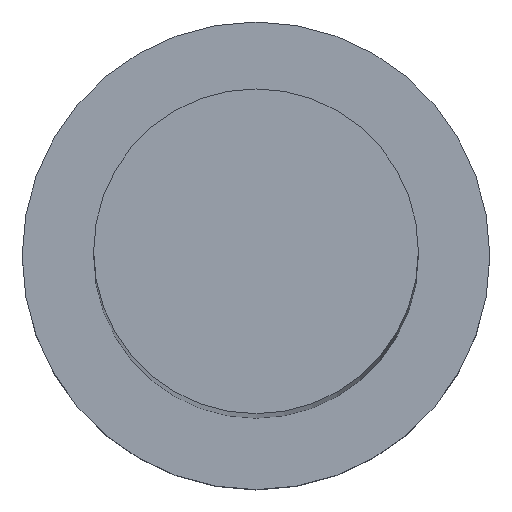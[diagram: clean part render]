
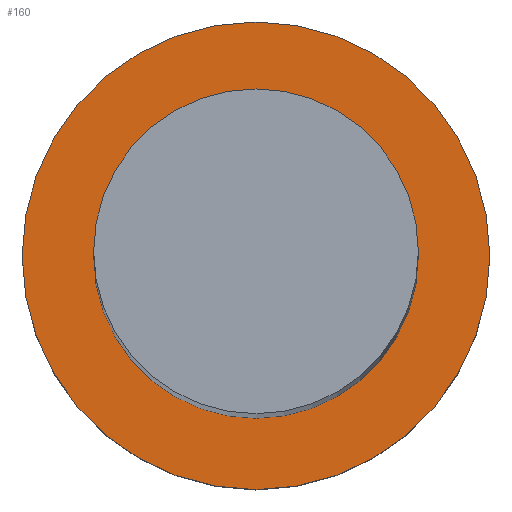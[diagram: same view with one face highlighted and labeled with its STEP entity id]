
A CAD part, top view. The second image highlights one B-rep face of the part: STEP entity #160.
In plain terms, the highlighted planar face has unit normal (0, 0, 1).
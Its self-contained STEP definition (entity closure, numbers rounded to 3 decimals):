
#4 = AXIS2_PLACEMENT_3D ( 'NONE', #142, #225, #41 ) ;
#5 = CARTESIAN_POINT ( 'NONE',  ( -6.25, 0., 7. ) ) ;
#11 = ORIENTED_EDGE ( 'NONE', *, *, #114, .T. ) ;
#12 = EDGE_CURVE ( 'NONE', #49, #190, #34, .T. ) ;
#19 = CARTESIAN_POINT ( 'NONE',  ( 0., 0., 7. ) ) ;
#20 = FACE_OUTER_BOUND ( 'NONE', #26, .T. ) ;
#21 = EDGE_CURVE ( 'NONE', #190, #49, #24, .T. ) ;
#24 = CIRCLE ( 'NONE', #181, 6.25 ) ;
#26 = EDGE_LOOP ( 'NONE', ( #11, #127 ) ) ;
#27 = EDGE_CURVE ( 'NONE', #69, #109, #136, .T. ) ;
#34 = CIRCLE ( 'NONE', #57, 6.25 ) ;
#41 = DIRECTION ( 'NONE',  ( 1., 0., 0. ) ) ;
#44 = CARTESIAN_POINT ( 'NONE',  ( -9., 0., 7. ) ) ;
#45 = FACE_BOUND ( 'NONE', #128, .T. ) ;
#48 = DIRECTION ( 'NONE',  ( 1., 0., 0. ) ) ;
#49 = VERTEX_POINT ( 'NONE', #5 ) ;
#57 = AXIS2_PLACEMENT_3D ( 'NONE', #113, #194, #48 ) ;
#61 = DIRECTION ( 'NONE',  ( 0., 0., 1. ) ) ;
#69 = VERTEX_POINT ( 'NONE', #208 ) ;
#87 = AXIS2_PLACEMENT_3D ( 'NONE', #240, #203, #122 ) ;
#91 = ORIENTED_EDGE ( 'NONE', *, *, #12, .F. ) ;
#100 = DIRECTION ( 'NONE',  ( 0., 0., 1. ) ) ;
#107 = PLANE ( 'NONE',  #205 ) ;
#109 = VERTEX_POINT ( 'NONE', #44 ) ;
#113 = CARTESIAN_POINT ( 'NONE',  ( 0., 0., 7. ) ) ;
#114 = EDGE_CURVE ( 'NONE', #109, #69, #230, .T. ) ;
#122 = DIRECTION ( 'NONE',  ( 1., 0., 0. ) ) ;
#123 = CARTESIAN_POINT ( 'NONE',  ( 6.25, 0., 7. ) ) ;
#127 = ORIENTED_EDGE ( 'NONE', *, *, #27, .T. ) ;
#128 = EDGE_LOOP ( 'NONE', ( #91, #244 ) ) ;
#136 = CIRCLE ( 'NONE', #87, 9. ) ;
#142 = CARTESIAN_POINT ( 'NONE',  ( 0., 0., 7. ) ) ;
#143 = DIRECTION ( 'NONE',  ( 1., 0., 0. ) ) ;
#160 = ADVANCED_FACE ( 'NONE', ( #45, #20 ), #107, .T. ) ;
#181 = AXIS2_PLACEMENT_3D ( 'NONE', #186, #61, #143 ) ;
#186 = CARTESIAN_POINT ( 'NONE',  ( 0., 0., 7. ) ) ;
#190 = VERTEX_POINT ( 'NONE', #123 ) ;
#194 = DIRECTION ( 'NONE',  ( 0., 0., 1. ) ) ;
#203 = DIRECTION ( 'NONE',  ( 0., 0., 1. ) ) ;
#205 = AXIS2_PLACEMENT_3D ( 'NONE', #19, #100, #242 ) ;
#208 = CARTESIAN_POINT ( 'NONE',  ( 9., 0., 7. ) ) ;
#225 = DIRECTION ( 'NONE',  ( 0., 0., 1. ) ) ;
#230 = CIRCLE ( 'NONE', #4, 9. ) ;
#240 = CARTESIAN_POINT ( 'NONE',  ( 0., 0., 7. ) ) ;
#242 = DIRECTION ( 'NONE',  ( 1., 0., 0. ) ) ;
#244 = ORIENTED_EDGE ( 'NONE', *, *, #21, .F. ) ;
